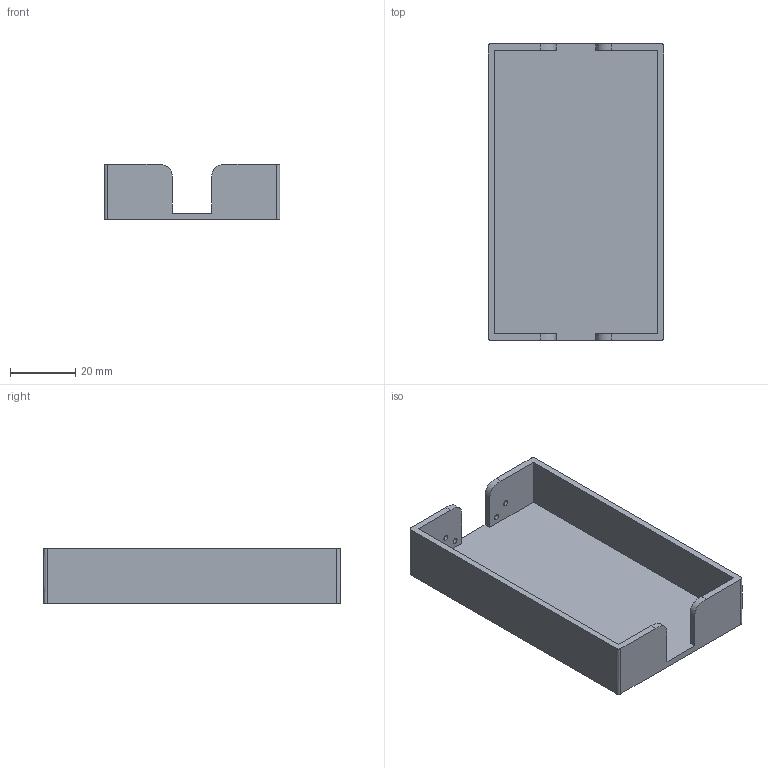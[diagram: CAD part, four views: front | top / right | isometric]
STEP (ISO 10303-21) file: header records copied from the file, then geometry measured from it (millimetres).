
FILE_DESCRIPTION (( 'STEP AP203' ), '1' );
FILE_NAME ('笢諷釱.S', '2026-01-10T03:33:10', ( '' ), ( '' ), 'SwSTEP 2.0', 'SolidWorks 2025', '' );
FILE_SCHEMA (( 'CONFIG_CONTROL_DESIGN' ));
Length unit declared in the file: millimetre
Products named in the file (1): 中控座
Bounding box: 54 x 91 x 17 mm (x, y, z)
Volume: 17512.6 mm3; surface area: 18230.2 mm2
Topology: 1 solids, 1 shells, 34 faces, 96 edges, 64 vertices
Faces by surface type: plane 18, cylinder 8, bspline 8
Entity records: 1901 total; most frequent: CARTESIAN_POINT 995, ORIENTED_EDGE 192, DIRECTION 134, EDGE_CURVE 96, VERTEX_POINT 64, LINE 48, VECTOR 48, AXIS2_PLACEMENT_3D 43
